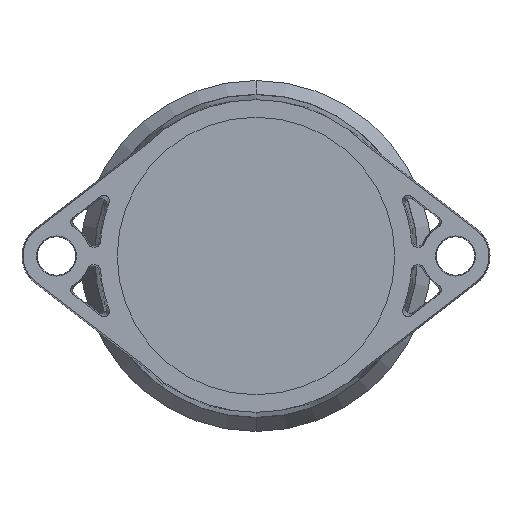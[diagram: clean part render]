
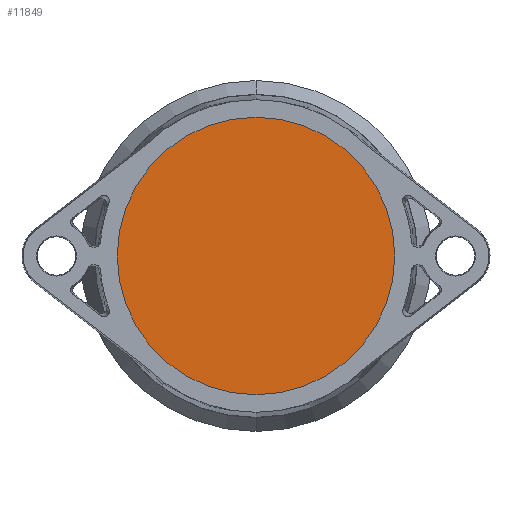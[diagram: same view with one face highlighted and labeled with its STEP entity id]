
A CAD part, front view. The second image highlights one B-rep face of the part: STEP entity #11849.
In plain terms, the highlighted planar face has unit normal (0, -1, 0).
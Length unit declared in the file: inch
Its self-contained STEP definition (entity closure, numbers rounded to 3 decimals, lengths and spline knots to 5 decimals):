
#564 = AXIS2_PLACEMENT_3D ( 'NONE', #4229, #7497, #5869 ) ;
#1013 = VERTEX_POINT ( 'NONE', #12334 ) ;
#1823 = DIRECTION ( 'NONE',  ( 0., -1., 0. ) ) ;
#2318 = CIRCLE ( 'NONE', #7750, 0.6325 ) ;
#3246 = EDGE_CURVE ( 'NONE', #1013, #20648, #11369, .T. ) ;
#3496 = ORIENTED_EDGE ( 'NONE', *, *, #8284, .T. ) ;
#4229 = CARTESIAN_POINT ( 'NONE',  ( 0., 0.01, 0. ) ) ;
#4947 = AXIS2_PLACEMENT_3D ( 'NONE', #8316, #1823, #11636 ) ;
#5869 = DIRECTION ( 'NONE',  ( 1., 0., 0. ) ) ;
#7497 = DIRECTION ( 'NONE',  ( 0., -1., 0. ) ) ;
#7750 = AXIS2_PLACEMENT_3D ( 'NONE', #8095, #11277, #19469 ) ;
#8095 = CARTESIAN_POINT ( 'NONE',  ( 0., 0.01, 0. ) ) ;
#8284 = EDGE_CURVE ( 'NONE', #20648, #1013, #2318, .T. ) ;
#8316 = CARTESIAN_POINT ( 'NONE',  ( 0., 0.01, 0. ) ) ;
#8776 = CARTESIAN_POINT ( 'NONE',  ( -0.6325, 0.01, 0. ) ) ;
#8982 = ORIENTED_EDGE ( 'NONE', *, *, #3246, .T. ) ;
#11277 = DIRECTION ( 'NONE',  ( 0., -1., 0. ) ) ;
#11369 = CIRCLE ( 'NONE', #564, 0.6325 ) ;
#11636 = DIRECTION ( 'NONE',  ( 1., 0., 0. ) ) ;
#11849 = ADVANCED_FACE ( 'NONE', ( #14182 ), #13129, .T. ) ;
#12334 = CARTESIAN_POINT ( 'NONE',  ( 0.6325, 0.01, 0. ) ) ;
#12852 = EDGE_LOOP ( 'NONE', ( #8982, #3496 ) ) ;
#13129 = PLANE ( 'NONE',  #4947 ) ;
#14182 = FACE_OUTER_BOUND ( 'NONE', #12852, .T. ) ;
#19469 = DIRECTION ( 'NONE',  ( 1., 0., 0. ) ) ;
#20648 = VERTEX_POINT ( 'NONE', #8776 ) ;
